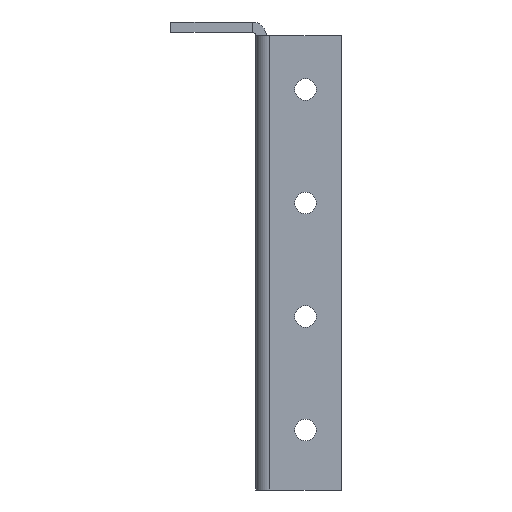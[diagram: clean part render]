
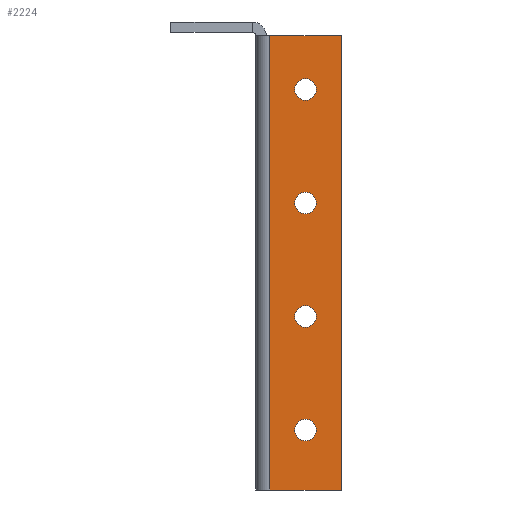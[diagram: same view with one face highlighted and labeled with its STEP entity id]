
A CAD part, left-side view. The second image highlights one B-rep face of the part: STEP entity #2224.
In plain terms, the highlighted planar face has unit normal (-1, 0, 0).
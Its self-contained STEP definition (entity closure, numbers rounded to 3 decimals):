
#69 = ORIENTED_EDGE ( 'NONE', *, *, #4366, .F. ) ;
#144 = DIRECTION ( 'NONE',  ( 0., -1., 0. ) ) ;
#166 = CIRCLE ( 'NONE', #3626, 2.413 ) ;
#177 = EDGE_LOOP ( 'NONE', ( #3530, #2719 ) ) ;
#181 = CARTESIAN_POINT ( 'NONE',  ( -244.844, -8.661, 51.5 ) ) ;
#203 = CARTESIAN_POINT ( 'NONE',  ( -244.844, -8.661, 0.7 ) ) ;
#278 = CARTESIAN_POINT ( 'NONE',  ( -244.844, -19.05, 88.9 ) ) ;
#281 = CARTESIAN_POINT ( 'NONE',  ( -244.844, -19.05, -12.7 ) ) ;
#417 = DIRECTION ( 'NONE',  ( 0., -1., 0. ) ) ;
#508 = VERTEX_POINT ( 'NONE', #4709 ) ;
#518 = DIRECTION ( 'NONE',  ( 1., 0., 0. ) ) ;
#545 = FACE_BOUND ( 'NONE', #4463, .T. ) ;
#595 = CARTESIAN_POINT ( 'NONE',  ( -244.844, -8.661, 76.9 ) ) ;
#621 = DIRECTION ( 'NONE',  ( 0., 1., 0. ) ) ;
#659 = CARTESIAN_POINT ( 'NONE',  ( -244.844, -13.487, 0.7 ) ) ;
#748 = EDGE_LOOP ( 'NONE', ( #1164, #69 ) ) ;
#763 = DIRECTION ( 'NONE',  ( -1., 0., 0. ) ) ;
#770 = EDGE_CURVE ( 'NONE', #4378, #3093, #2012, .T. ) ;
#822 = CIRCLE ( 'NONE', #1671, 2.413 ) ;
#838 = CARTESIAN_POINT ( 'NONE',  ( -244.844, -19.05, -12.7 ) ) ;
#900 = ORIENTED_EDGE ( 'NONE', *, *, #4465, .F. ) ;
#934 = DIRECTION ( 'NONE',  ( 0., -1., 0. ) ) ;
#964 = CARTESIAN_POINT ( 'NONE',  ( -244.844, 0., 0. ) ) ;
#1071 = VERTEX_POINT ( 'NONE', #838 ) ;
#1075 = CARTESIAN_POINT ( 'NONE',  ( -244.844, -11.074, 0.7 ) ) ;
#1109 = CARTESIAN_POINT ( 'NONE',  ( -244.844, -13.487, 51.5 ) ) ;
#1164 = ORIENTED_EDGE ( 'NONE', *, *, #4575, .F. ) ;
#1212 = DIRECTION ( 'NONE',  ( -1., 0., 0. ) ) ;
#1282 = CARTESIAN_POINT ( 'NONE',  ( -244.844, -3.099, 88.9 ) ) ;
#1287 = CARTESIAN_POINT ( 'NONE',  ( -244.844, -11.074, 26.1 ) ) ;
#1304 = FACE_BOUND ( 'NONE', #748, .T. ) ;
#1360 = PLANE ( 'NONE',  #3433 ) ;
#1367 = DIRECTION ( 'NONE',  ( -1., 0., 0. ) ) ;
#1388 = LINE ( 'NONE', #1712, #4739 ) ;
#1440 = LINE ( 'NONE', #3001, #4934 ) ;
#1614 = ORIENTED_EDGE ( 'NONE', *, *, #3866, .F. ) ;
#1625 = EDGE_CURVE ( 'NONE', #1071, #2622, #1866, .T. ) ;
#1669 = DIRECTION ( 'NONE',  ( -1., 0., 0. ) ) ;
#1671 = AXIS2_PLACEMENT_3D ( 'NONE', #4643, #3460, #2383 ) ;
#1707 = AXIS2_PLACEMENT_3D ( 'NONE', #2928, #1367, #3324 ) ;
#1712 = CARTESIAN_POINT ( 'NONE',  ( -244.844, -3.099, 88.9 ) ) ;
#1866 = LINE ( 'NONE', #281, #4732 ) ;
#2006 = DIRECTION ( 'NONE',  ( 0., -1., 0. ) ) ;
#2012 = CIRCLE ( 'NONE', #2906, 2.413 ) ;
#2121 = CARTESIAN_POINT ( 'NONE',  ( -244.844, -11.074, 26.1 ) ) ;
#2139 = FACE_OUTER_BOUND ( 'NONE', #4777, .T. ) ;
#2143 = EDGE_CURVE ( 'NONE', #2278, #2795, #2286, .T. ) ;
#2161 = CARTESIAN_POINT ( 'NONE',  ( -244.844, -11.074, 76.9 ) ) ;
#2166 = EDGE_CURVE ( 'NONE', #2622, #4606, #1388, .T. ) ;
#2224 = ADVANCED_FACE ( 'NONE', ( #3264, #4049, #545, #1304, #2139 ), #1360, .F. ) ;
#2254 = AXIS2_PLACEMENT_3D ( 'NONE', #2121, #3684, #144 ) ;
#2264 = ORIENTED_EDGE ( 'NONE', *, *, #3996, .F. ) ;
#2278 = VERTEX_POINT ( 'NONE', #595 ) ;
#2286 = CIRCLE ( 'NONE', #1707, 2.413 ) ;
#2300 = CARTESIAN_POINT ( 'NONE',  ( -244.844, 0., 88.9 ) ) ;
#2305 = DIRECTION ( 'NONE',  ( -1., 0., 0. ) ) ;
#2326 = DIRECTION ( 'NONE',  ( 0., -1., 0. ) ) ;
#2353 = CARTESIAN_POINT ( 'NONE',  ( -244.844, -11.074, 51.5 ) ) ;
#2383 = DIRECTION ( 'NONE',  ( 0., -1., 0. ) ) ;
#2397 = EDGE_CURVE ( 'NONE', #2795, #2278, #2974, .T. ) ;
#2399 = VERTEX_POINT ( 'NONE', #4768 ) ;
#2501 = VERTEX_POINT ( 'NONE', #278 ) ;
#2622 = VERTEX_POINT ( 'NONE', #3913 ) ;
#2696 = EDGE_CURVE ( 'NONE', #1071, #2501, #1440, .T. ) ;
#2719 = ORIENTED_EDGE ( 'NONE', *, *, #2143, .F. ) ;
#2721 = DIRECTION ( 'NONE',  ( -1., 0., 0. ) ) ;
#2795 = VERTEX_POINT ( 'NONE', #4206 ) ;
#2808 = CIRCLE ( 'NONE', #3875, 2.413 ) ;
#2868 = EDGE_CURVE ( 'NONE', #2501, #4606, #3396, .T. ) ;
#2869 = VECTOR ( 'NONE', #621, 1000. ) ;
#2906 = AXIS2_PLACEMENT_3D ( 'NONE', #3940, #2721, #2006 ) ;
#2928 = CARTESIAN_POINT ( 'NONE',  ( -244.844, -11.074, 76.9 ) ) ;
#2974 = CIRCLE ( 'NONE', #3788, 2.413 ) ;
#3001 = CARTESIAN_POINT ( 'NONE',  ( -244.844, -19.05, 0. ) ) ;
#3093 = VERTEX_POINT ( 'NONE', #181 ) ;
#3157 = VERTEX_POINT ( 'NONE', #203 ) ;
#3264 = FACE_BOUND ( 'NONE', #177, .T. ) ;
#3324 = DIRECTION ( 'NONE',  ( 0., -1., 0. ) ) ;
#3396 = LINE ( 'NONE', #2300, #2869 ) ;
#3433 = AXIS2_PLACEMENT_3D ( 'NONE', #964, #518, #4102 ) ;
#3460 = DIRECTION ( 'NONE',  ( -1., 0., 0. ) ) ;
#3530 = ORIENTED_EDGE ( 'NONE', *, *, #2397, .F. ) ;
#3558 = VERTEX_POINT ( 'NONE', #659 ) ;
#3626 = AXIS2_PLACEMENT_3D ( 'NONE', #2353, #2305, #5072 ) ;
#3684 = DIRECTION ( 'NONE',  ( -1., 0., 0. ) ) ;
#3788 = AXIS2_PLACEMENT_3D ( 'NONE', #2161, #1669, #934 ) ;
#3799 = CIRCLE ( 'NONE', #2254, 2.413 ) ;
#3840 = ORIENTED_EDGE ( 'NONE', *, *, #1625, .F. ) ;
#3866 = EDGE_CURVE ( 'NONE', #2399, #508, #4115, .T. ) ;
#3875 = AXIS2_PLACEMENT_3D ( 'NONE', #1075, #763, #2326 ) ;
#3913 = CARTESIAN_POINT ( 'NONE',  ( -244.844, -3.099, -12.7 ) ) ;
#3940 = CARTESIAN_POINT ( 'NONE',  ( -244.844, -11.074, 51.5 ) ) ;
#3996 = EDGE_CURVE ( 'NONE', #3093, #4378, #166, .T. ) ;
#4022 = ORIENTED_EDGE ( 'NONE', *, *, #2696, .T. ) ;
#4049 = FACE_BOUND ( 'NONE', #4595, .T. ) ;
#4102 = DIRECTION ( 'NONE',  ( 0., 1., 0. ) ) ;
#4115 = CIRCLE ( 'NONE', #4196, 2.413 ) ;
#4131 = ORIENTED_EDGE ( 'NONE', *, *, #2166, .F. ) ;
#4196 = AXIS2_PLACEMENT_3D ( 'NONE', #1287, #1212, #417 ) ;
#4206 = CARTESIAN_POINT ( 'NONE',  ( -244.844, -13.487, 76.9 ) ) ;
#4366 = EDGE_CURVE ( 'NONE', #3157, #3558, #822, .T. ) ;
#4378 = VERTEX_POINT ( 'NONE', #1109 ) ;
#4463 = EDGE_LOOP ( 'NONE', ( #1614, #900 ) ) ;
#4465 = EDGE_CURVE ( 'NONE', #508, #2399, #3799, .T. ) ;
#4511 = ORIENTED_EDGE ( 'NONE', *, *, #2868, .T. ) ;
#4575 = EDGE_CURVE ( 'NONE', #3558, #3157, #2808, .T. ) ;
#4595 = EDGE_LOOP ( 'NONE', ( #4963, #2264 ) ) ;
#4606 = VERTEX_POINT ( 'NONE', #1282 ) ;
#4643 = CARTESIAN_POINT ( 'NONE',  ( -244.844, -11.074, 0.7 ) ) ;
#4709 = CARTESIAN_POINT ( 'NONE',  ( -244.844, -8.661, 26.1 ) ) ;
#4732 = VECTOR ( 'NONE', #4931, 1000. ) ;
#4739 = VECTOR ( 'NONE', #4897, 1000. ) ;
#4768 = CARTESIAN_POINT ( 'NONE',  ( -244.844, -13.487, 26.1 ) ) ;
#4777 = EDGE_LOOP ( 'NONE', ( #4131, #3840, #4022, #4511 ) ) ;
#4897 = DIRECTION ( 'NONE',  ( 0., 0., 1. ) ) ;
#4931 = DIRECTION ( 'NONE',  ( 0., 1., 0. ) ) ;
#4934 = VECTOR ( 'NONE', #5046, 1000. ) ;
#4963 = ORIENTED_EDGE ( 'NONE', *, *, #770, .F. ) ;
#5046 = DIRECTION ( 'NONE',  ( 0., 0., 1. ) ) ;
#5072 = DIRECTION ( 'NONE',  ( 0., -1., 0. ) ) ;
